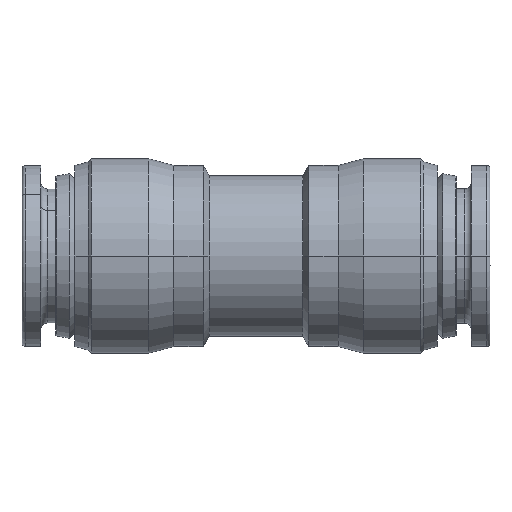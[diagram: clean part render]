
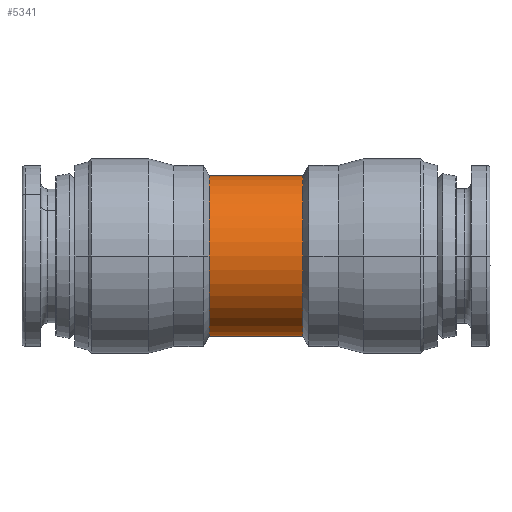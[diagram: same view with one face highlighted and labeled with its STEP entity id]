
A CAD part, left-side view. The second image highlights one B-rep face of the part: STEP entity #5341.
In plain terms, the highlighted cylindrical face has radius 6 mm (diameter 12 mm), a partial arc.
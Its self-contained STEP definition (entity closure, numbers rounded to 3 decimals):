
#442 = EDGE_CURVE ( 'NONE', #5950, #7778, #8211, .T. ) ;
#472 = EDGE_CURVE ( 'NONE', #1767, #5950, #9182, .T. ) ;
#485 = ORIENTED_EDGE ( 'NONE', *, *, #442, .F. ) ;
#760 = ORIENTED_EDGE ( 'NONE', *, *, #6762, .F. ) ;
#1191 = AXIS2_PLACEMENT_3D ( 'NONE', #4022, #9551, #7992 ) ;
#1249 = LINE ( 'NONE', #7119, #5076 ) ;
#1533 = ORIENTED_EDGE ( 'NONE', *, *, #10090, .T. ) ;
#1675 = CARTESIAN_POINT ( 'NONE',  ( 0., 10., 6. ) ) ;
#1767 = VERTEX_POINT ( 'NONE', #1675 ) ;
#2069 = CARTESIAN_POINT ( 'NONE',  ( 0., 10., 0. ) ) ;
#2130 = DIRECTION ( 'NONE',  ( 0., -1., 0. ) ) ;
#2661 = CIRCLE ( 'NONE', #3272, 6. ) ;
#2663 = ORIENTED_EDGE ( 'NONE', *, *, #472, .F. ) ;
#2793 = DIRECTION ( 'NONE',  ( 0., 1., 0. ) ) ;
#2799 = CARTESIAN_POINT ( 'NONE',  ( 0., 17., 0. ) ) ;
#2879 = VERTEX_POINT ( 'NONE', #6017 ) ;
#3125 = VERTEX_POINT ( 'NONE', #6609 ) ;
#3205 = DIRECTION ( 'NONE',  ( -1., 0., 0. ) ) ;
#3258 = DIRECTION ( 'NONE',  ( 0., -1., 0. ) ) ;
#3272 = AXIS2_PLACEMENT_3D ( 'NONE', #2799, #8234, #3561 ) ;
#3330 = LINE ( 'NONE', #9491, #5332 ) ;
#3561 = DIRECTION ( 'NONE',  ( -1., 0., 0. ) ) ;
#3862 = CARTESIAN_POINT ( 'NONE',  ( 0., 10., 0. ) ) ;
#3927 = DIRECTION ( 'NONE',  ( 0., -1., 0. ) ) ;
#3974 = EDGE_CURVE ( 'NONE', #7721, #3125, #2661, .T. ) ;
#4022 = CARTESIAN_POINT ( 'NONE',  ( 0., 0., 0. ) ) ;
#4182 = DIRECTION ( 'NONE',  ( -1., 0., 0. ) ) ;
#4794 = CIRCLE ( 'NONE', #5699, 6. ) ;
#5076 = VECTOR ( 'NONE', #3258, 1000. ) ;
#5226 = ORIENTED_EDGE ( 'NONE', *, *, #3974, .F. ) ;
#5332 = VECTOR ( 'NONE', #5541, 1000. ) ;
#5341 = ADVANCED_FACE ( 'NONE', ( #8681 ), #5813, .T. ) ;
#5541 = DIRECTION ( 'NONE',  ( 0., -1., 0. ) ) ;
#5699 = AXIS2_PLACEMENT_3D ( 'NONE', #7411, #2793, #8225 ) ;
#5707 = CARTESIAN_POINT ( 'NONE',  ( 0., 10., -6. ) ) ;
#5813 = CYLINDRICAL_SURFACE ( 'NONE', #1191, 6. ) ;
#5950 = VERTEX_POINT ( 'NONE', #7162 ) ;
#6017 = CARTESIAN_POINT ( 'NONE',  ( 0., 17., 6. ) ) ;
#6609 = CARTESIAN_POINT ( 'NONE',  ( -6., 17., 0. ) ) ;
#6762 = EDGE_CURVE ( 'NONE', #3125, #2879, #4794, .T. ) ;
#6813 = EDGE_LOOP ( 'NONE', ( #9452, #760, #5226, #1533, #485, #2663 ) ) ;
#7119 = CARTESIAN_POINT ( 'NONE',  ( 0., 0., -6. ) ) ;
#7162 = CARTESIAN_POINT ( 'NONE',  ( -6., 10., 0. ) ) ;
#7265 = CARTESIAN_POINT ( 'NONE',  ( 0., 17., -6. ) ) ;
#7345 = AXIS2_PLACEMENT_3D ( 'NONE', #2069, #2130, #3205 ) ;
#7411 = CARTESIAN_POINT ( 'NONE',  ( 0., 17., 0. ) ) ;
#7721 = VERTEX_POINT ( 'NONE', #7265 ) ;
#7778 = VERTEX_POINT ( 'NONE', #5707 ) ;
#7992 = DIRECTION ( 'NONE',  ( 0., 0., -1. ) ) ;
#8029 = AXIS2_PLACEMENT_3D ( 'NONE', #3862, #3927, #4182 ) ;
#8211 = CIRCLE ( 'NONE', #7345, 6. ) ;
#8225 = DIRECTION ( 'NONE',  ( -1., 0., 0. ) ) ;
#8234 = DIRECTION ( 'NONE',  ( 0., 1., 0. ) ) ;
#8681 = FACE_OUTER_BOUND ( 'NONE', #6813, .T. ) ;
#9182 = CIRCLE ( 'NONE', #8029, 6. ) ;
#9452 = ORIENTED_EDGE ( 'NONE', *, *, #10055, .F. ) ;
#9491 = CARTESIAN_POINT ( 'NONE',  ( 0., 0., 6. ) ) ;
#9551 = DIRECTION ( 'NONE',  ( 0., -1., 0. ) ) ;
#10055 = EDGE_CURVE ( 'NONE', #2879, #1767, #3330, .T. ) ;
#10090 = EDGE_CURVE ( 'NONE', #7721, #7778, #1249, .T. ) ;
